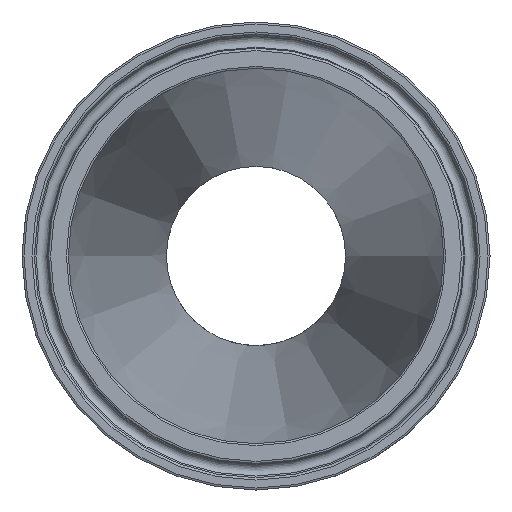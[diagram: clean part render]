
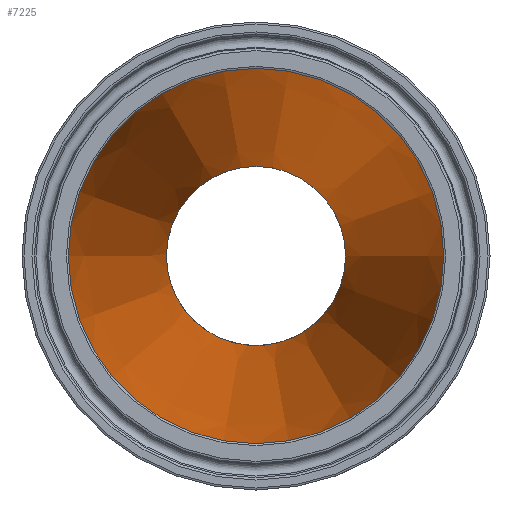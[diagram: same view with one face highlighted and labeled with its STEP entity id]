
A CAD part, left-side view. The second image highlights one B-rep face of the part: STEP entity #7225.
In plain terms, the highlighted conical face has half-angle 7.125 degrees and reference radius 26.924 mm.
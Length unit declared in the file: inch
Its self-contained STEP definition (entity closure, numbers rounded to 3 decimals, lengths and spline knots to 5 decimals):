
#104=FACE_BOUND('',#1295,.T.);
#859=FACE_OUTER_BOUND('',#1294,.T.);
#1294=EDGE_LOOP('',(#6716));
#1295=EDGE_LOOP('',(#6717));
#2456=CIRCLE('',#7617,1.435);
#2457=CIRCLE('',#7618,0.685);
#3550=VERTEX_POINT('',#15892);
#3551=VERTEX_POINT('',#15894);
#4615=EDGE_CURVE('',#3550,#3550,#2456,.T.);
#4616=EDGE_CURVE('',#3551,#3551,#2457,.T.);
#6716=ORIENTED_EDGE('',*,*,#4615,.F.);
#6717=ORIENTED_EDGE('',*,*,#4616,.T.);
#6798=CONICAL_SURFACE('',#7616,1.06,7.125);
#7225=ADVANCED_FACE('',(#859,#104),#6798,.F.);
#7616=AXIS2_PLACEMENT_3D('',#15891,#8883,#8884);
#7617=AXIS2_PLACEMENT_3D('',#15893,#8885,#8886);
#7618=AXIS2_PLACEMENT_3D('',#15895,#8887,#8888);
#8883=DIRECTION('center_axis',(-1.,0.,0.));
#8884=DIRECTION('ref_axis',(0.,-1.,0.));
#8885=DIRECTION('center_axis',(1.,0.,0.));
#8886=DIRECTION('ref_axis',(0.,-1.,0.));
#8887=DIRECTION('center_axis',(1.,0.,0.));
#8888=DIRECTION('ref_axis',(0.,0.981,0.195));
#15891=CARTESIAN_POINT('Origin',(3.5,0.,0.));
#15892=CARTESIAN_POINT('',(0.5,-1.435,0.));
#15893=CARTESIAN_POINT('Origin',(0.5,0.,0.));
#15894=CARTESIAN_POINT('',(6.5,0.67189,0.13339));
#15895=CARTESIAN_POINT('Origin',(6.5,0.,0.));
